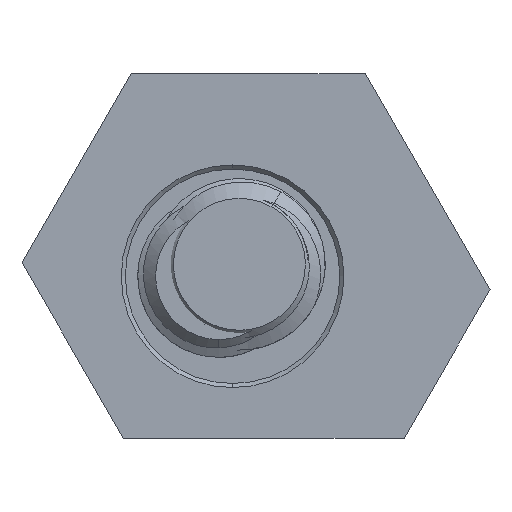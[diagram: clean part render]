
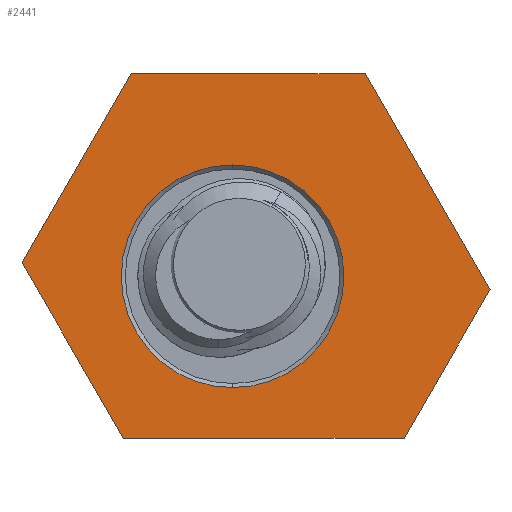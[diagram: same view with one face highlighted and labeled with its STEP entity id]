
A CAD part, front view. The second image highlights one B-rep face of the part: STEP entity #2441.
In plain terms, the highlighted planar face has unit normal (0, -1, 0).
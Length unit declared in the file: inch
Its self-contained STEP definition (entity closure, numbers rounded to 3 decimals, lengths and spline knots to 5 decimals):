
#21 = ORIENTED_EDGE ( 'NONE', *, *, #2719, .F. ) ;
#41 = CARTESIAN_POINT ( 'NONE',  ( 0., 0., 0. ) ) ;
#872 = ORIENTED_EDGE ( 'NONE', *, *, #3548, .T. ) ;
#961 = CARTESIAN_POINT ( 'NONE',  ( -0.61372, 0., 0.03937 ) ) ;
#1144 = CARTESIAN_POINT ( 'NONE',  ( 0.7501, 0., -0.03937 ) ) ;
#1148 = VECTOR ( 'NONE', #11893, 39.37008 ) ;
#1160 = CIRCLE ( 'NONE', #9317, 0.3245 ) ;
#1597 = ORIENTED_EDGE ( 'NONE', *, *, #8202, .T. ) ;
#1627 = VERTEX_POINT ( 'NONE', #961 ) ;
#2068 = CARTESIAN_POINT ( 'NONE',  ( 0.7501, 0., -0.03937 ) ) ;
#2143 = LINE ( 'NONE', #2068, #7536 ) ;
#2225 = DIRECTION ( 'NONE',  ( 1., 0., 0. ) ) ;
#2228 = PLANE ( 'NONE',  #3320 ) ;
#2277 = LINE ( 'NONE', #10313, #5884 ) ;
#2441 = ADVANCED_FACE ( 'NONE', ( #5587, #10852 ), #2228, .T. ) ;
#2719 = EDGE_CURVE ( 'NONE', #13382, #10056, #2143, .T. ) ;
#2741 = CARTESIAN_POINT ( 'NONE',  ( 0., 0., 0. ) ) ;
#2880 = CARTESIAN_POINT ( 'NONE',  ( 0.50007, 0., -0.47244 ) ) ;
#3122 = DIRECTION ( 'NONE',  ( 0., 0., -1. ) ) ;
#3320 = AXIS2_PLACEMENT_3D ( 'NONE', #41, #8953, #7567 ) ;
#3402 = EDGE_LOOP ( 'NONE', ( #872, #1597 ) ) ;
#3548 = EDGE_CURVE ( 'NONE', #9128, #10553, #7757, .T. ) ;
#3805 = VERTEX_POINT ( 'NONE', #4261 ) ;
#3822 = ORIENTED_EDGE ( 'NONE', *, *, #12916, .F. ) ;
#3842 = EDGE_CURVE ( 'NONE', #10621, #3805, #4468, .T. ) ;
#3912 = DIRECTION ( 'NONE',  ( 0., 1., 0. ) ) ;
#4127 = DIRECTION ( 'NONE',  ( -0.5, 0., -0.866 ) ) ;
#4193 = VECTOR ( 'NONE', #2225, 39.37008 ) ;
#4261 = CARTESIAN_POINT ( 'NONE',  ( -0.31822, 0., -0.47244 ) ) ;
#4468 = LINE ( 'NONE', #7749, #6136 ) ;
#4481 = DIRECTION ( 'NONE',  ( -0.5, 0., 0.866 ) ) ;
#4827 = CARTESIAN_POINT ( 'NONE',  ( 0.38642, 0., 0.59055 ) ) ;
#4925 = LINE ( 'NONE', #2880, #7945 ) ;
#5585 = LINE ( 'NONE', #7778, #4193 ) ;
#5587 = FACE_BOUND ( 'NONE', #3402, .T. ) ;
#5884 = VECTOR ( 'NONE', #4481, 39.37008 ) ;
#6086 = CARTESIAN_POINT ( 'NONE',  ( 0.50007, 0., -0.47244 ) ) ;
#6136 = VECTOR ( 'NONE', #10958, 39.37008 ) ;
#6522 = CARTESIAN_POINT ( 'NONE',  ( 0., 0., -0.3245 ) ) ;
#6559 = EDGE_CURVE ( 'NONE', #1627, #7442, #13949, .T. ) ;
#6717 = ORIENTED_EDGE ( 'NONE', *, *, #10559, .F. ) ;
#7252 = EDGE_CURVE ( 'NONE', #7442, #13382, #5585, .T. ) ;
#7264 = CARTESIAN_POINT ( 'NONE',  ( -0.29549, 0., 0.59055 ) ) ;
#7442 = VERTEX_POINT ( 'NONE', #7264 ) ;
#7536 = VECTOR ( 'NONE', #10024, 39.37008 ) ;
#7567 = DIRECTION ( 'NONE',  ( 0., 0., -1. ) ) ;
#7749 = CARTESIAN_POINT ( 'NONE',  ( -0.31822, 0., -0.47244 ) ) ;
#7757 = CIRCLE ( 'NONE', #8705, 0.3245 ) ;
#7778 = CARTESIAN_POINT ( 'NONE',  ( 0.38642, 0., 0.59055 ) ) ;
#7945 = VECTOR ( 'NONE', #4127, 39.37008 ) ;
#8202 = EDGE_CURVE ( 'NONE', #10553, #9128, #1160, .T. ) ;
#8361 = DIRECTION ( 'NONE',  ( 0., 0., -1. ) ) ;
#8596 = DIRECTION ( 'NONE',  ( 0., 1., 0. ) ) ;
#8705 = AXIS2_PLACEMENT_3D ( 'NONE', #2741, #3912, #8361 ) ;
#8815 = ORIENTED_EDGE ( 'NONE', *, *, #3842, .F. ) ;
#8953 = DIRECTION ( 'NONE',  ( 0., -1., 0. ) ) ;
#9128 = VERTEX_POINT ( 'NONE', #6522 ) ;
#9317 = AXIS2_PLACEMENT_3D ( 'NONE', #9829, #8596, #3122 ) ;
#9829 = CARTESIAN_POINT ( 'NONE',  ( 0., 0., 0. ) ) ;
#10024 = DIRECTION ( 'NONE',  ( 0.5, 0., -0.866 ) ) ;
#10056 = VERTEX_POINT ( 'NONE', #1144 ) ;
#10313 = CARTESIAN_POINT ( 'NONE',  ( -0.61372, 0., 0.03937 ) ) ;
#10553 = VERTEX_POINT ( 'NONE', #14129 ) ;
#10559 = EDGE_CURVE ( 'NONE', #10056, #10621, #4925, .T. ) ;
#10588 = CARTESIAN_POINT ( 'NONE',  ( -0.29549, 0., 0.59055 ) ) ;
#10621 = VERTEX_POINT ( 'NONE', #6086 ) ;
#10852 = FACE_OUTER_BOUND ( 'NONE', #12752, .T. ) ;
#10958 = DIRECTION ( 'NONE',  ( -1., 0., 0. ) ) ;
#11893 = DIRECTION ( 'NONE',  ( 0.5, 0., 0.866 ) ) ;
#12752 = EDGE_LOOP ( 'NONE', ( #3822, #8815, #6717, #21, #13611, #14188 ) ) ;
#12916 = EDGE_CURVE ( 'NONE', #3805, #1627, #2277, .T. ) ;
#13382 = VERTEX_POINT ( 'NONE', #4827 ) ;
#13611 = ORIENTED_EDGE ( 'NONE', *, *, #7252, .F. ) ;
#13949 = LINE ( 'NONE', #10588, #1148 ) ;
#14129 = CARTESIAN_POINT ( 'NONE',  ( 0., 0., 0.3245 ) ) ;
#14188 = ORIENTED_EDGE ( 'NONE', *, *, #6559, .F. ) ;
